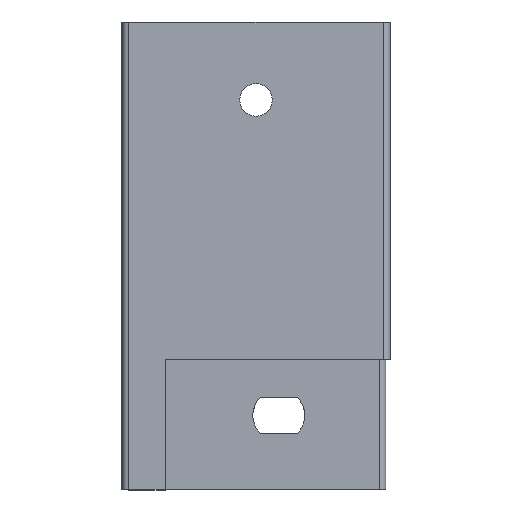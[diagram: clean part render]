
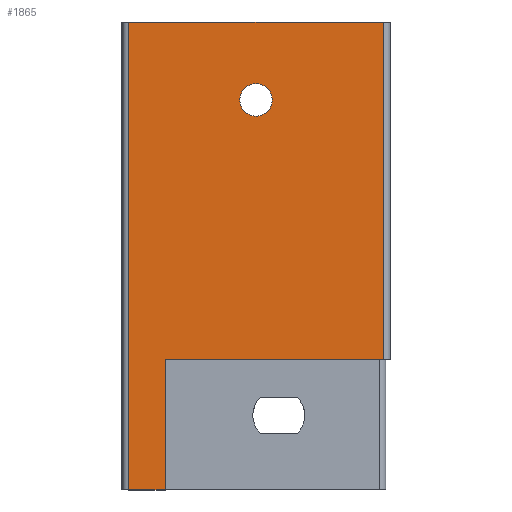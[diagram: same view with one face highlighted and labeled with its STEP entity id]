
A CAD part, top view. The second image highlights one B-rep face of the part: STEP entity #1865.
In plain terms, the highlighted face is planar.
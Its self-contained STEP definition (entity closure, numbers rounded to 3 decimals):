
#268 = CARTESIAN_POINT ( 'NONE',  ( 26., 0., 90. ) ) ;
#314 = DIRECTION ( 'NONE',  ( 0., -1., 0. ) ) ;
#316 = DIRECTION ( 'NONE',  ( -1., 0., 0. ) ) ;
#335 = PLANE ( 'NONE',  #591 ) ;
#523 = EDGE_CURVE ( 'NONE', #1239, #1215, #945, .T. ) ;
#551 = EDGE_CURVE ( 'NONE', #1580, #1582, #998, .T. ) ;
#554 = EDGE_CURVE ( 'NONE', #1580, #1239, #999, .T. ) ;
#555 = EDGE_CURVE ( 'NONE', #1588, #1582, #1005, .T. ) ;
#558 = EDGE_CURVE ( 'NONE', #2319, #2319, #1011, .T. ) ;
#559 = EDGE_CURVE ( 'NONE', #1601, #1215, #1014, .T. ) ;
#560 = EDGE_CURVE ( 'NONE', #1588, #1601, #1013, .T. ) ;
#591 = AXIS2_PLACEMENT_3D ( 'NONE', #268, #316, #314 ) ;
#945 = LINE ( 'NONE', #2501, #950 ) ;
#950 = VECTOR ( 'NONE', #2484, 1000. ) ;
#998 = LINE ( 'NONE', #2588, #1000 ) ;
#999 = LINE ( 'NONE', #2478, #1006 ) ;
#1000 = VECTOR ( 'NONE', #2336, 1000. ) ;
#1005 = LINE ( 'NONE', #2454, #1008 ) ;
#1006 = VECTOR ( 'NONE', #2457, 1000. ) ;
#1008 = VECTOR ( 'NONE', #2446, 1000. ) ;
#1011 = CIRCLE ( 'NONE', #3093, 3.125 ) ;
#1013 = LINE ( 'NONE', #2461, #1015 ) ;
#1014 = LINE ( 'NONE', #2467, #1016 ) ;
#1015 = VECTOR ( 'NONE', #2409, 1000. ) ;
#1016 = VECTOR ( 'NONE', #2413, 1000. ) ;
#1215 = VERTEX_POINT ( 'NONE', #2441 ) ;
#1239 = VERTEX_POINT ( 'NONE', #2646 ) ;
#1580 = VERTEX_POINT ( 'NONE', #2372 ) ;
#1582 = VERTEX_POINT ( 'NONE', #2614 ) ;
#1588 = VERTEX_POINT ( 'NONE', #2525 ) ;
#1601 = VERTEX_POINT ( 'NONE', #2492 ) ;
#1647 = ORIENTED_EDGE ( 'NONE', *, *, #551, .F. ) ;
#1648 = ORIENTED_EDGE ( 'NONE', *, *, #554, .T. ) ;
#1649 = ORIENTED_EDGE ( 'NONE', *, *, #523, .T. ) ;
#1650 = ORIENTED_EDGE ( 'NONE', *, *, #559, .F. ) ;
#1651 = ORIENTED_EDGE ( 'NONE', *, *, #560, .F. ) ;
#1652 = ORIENTED_EDGE ( 'NONE', *, *, #555, .T. ) ;
#1865 = ADVANCED_FACE ( 'NONE', ( #2080, #2097 ), #335, .F. ) ;
#1898 = CARTESIAN_POINT ( 'NONE',  ( 26., -21.875, 15. ) ) ;
#1914 = ORIENTED_EDGE ( 'NONE', *, *, #558, .F. ) ;
#2080 = FACE_BOUND ( 'NONE', #2327, .T. ) ;
#2097 = FACE_OUTER_BOUND ( 'NONE', #2330, .T. ) ;
#2319 = VERTEX_POINT ( 'NONE', #1898 ) ;
#2327 = EDGE_LOOP ( 'NONE', ( #1914 ) ) ;
#2330 = EDGE_LOOP ( 'NONE', ( #1647, #1648, #1649, #1650, #1651, #1652 ) ) ;
#2336 = DIRECTION ( 'NONE',  ( 0., 0., -1. ) ) ;
#2372 = CARTESIAN_POINT ( 'NONE',  ( 26., -0.5, 90. ) ) ;
#2409 = DIRECTION ( 'NONE',  ( 0., 0., 1. ) ) ;
#2413 = DIRECTION ( 'NONE',  ( 0., 1., 0. ) ) ;
#2419 = DIRECTION ( 'NONE',  ( 1., 0., 0. ) ) ;
#2430 = DIRECTION ( 'NONE',  ( 0., 1., 0. ) ) ;
#2433 = CARTESIAN_POINT ( 'NONE',  ( 26., -25., 15. ) ) ;
#2441 = CARTESIAN_POINT ( 'NONE',  ( 26., -7.5, 65. ) ) ;
#2446 = DIRECTION ( 'NONE',  ( 0., 1., 0. ) ) ;
#2454 = CARTESIAN_POINT ( 'NONE',  ( 26., 0., 0. ) ) ;
#2457 = DIRECTION ( 'NONE',  ( 0., -1., 0. ) ) ;
#2461 = CARTESIAN_POINT ( 'NONE',  ( 26., -49.5, 0. ) ) ;
#2467 = CARTESIAN_POINT ( 'NONE',  ( 26., -7.5, 65. ) ) ;
#2478 = CARTESIAN_POINT ( 'NONE',  ( 26., 0., 90. ) ) ;
#2484 = DIRECTION ( 'NONE',  ( 0., 0., -1. ) ) ;
#2492 = CARTESIAN_POINT ( 'NONE',  ( 26., -49.5, 65. ) ) ;
#2501 = CARTESIAN_POINT ( 'NONE',  ( 26., -7.5, 90. ) ) ;
#2525 = CARTESIAN_POINT ( 'NONE',  ( 26., -49.5, 0. ) ) ;
#2588 = CARTESIAN_POINT ( 'NONE',  ( 26., -0.5, 0. ) ) ;
#2614 = CARTESIAN_POINT ( 'NONE',  ( 26., -0.5, 0. ) ) ;
#2646 = CARTESIAN_POINT ( 'NONE',  ( 26., -7.5, 90. ) ) ;
#3093 = AXIS2_PLACEMENT_3D ( 'NONE', #2433, #2419, #2430 ) ;
